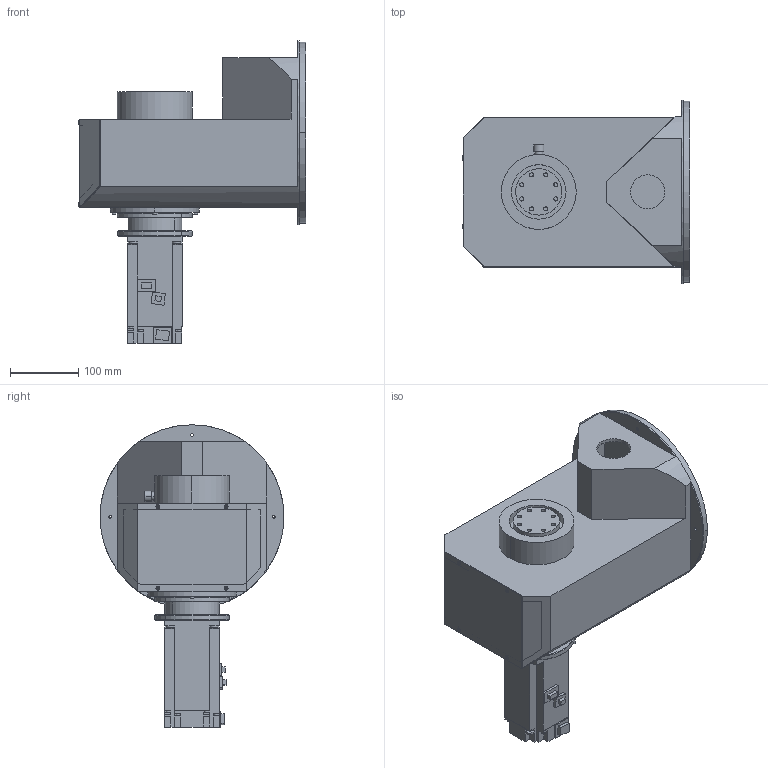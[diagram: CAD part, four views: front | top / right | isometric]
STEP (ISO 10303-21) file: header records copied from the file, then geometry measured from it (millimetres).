
FILE_DESCRIPTION (( 'STEP AP203' ), '1' );
FILE_NAME ('K1.STEP', '2024-07-05T02:34:30', ( '' ), ( '' ), 'SwSTEP 2.0', 'SolidWorks 2020', '' );
FILE_SCHEMA (( 'CONFIG_CONTROL_DESIGN' ));
Length unit declared in the file: millimetre
Products named in the file (13): [K1]Truc; socket head cap screw_am_B18.3.1M - 8 x 1.25 x 20 Hex SHCS -- 20NHX; [K1]HopGiamToc; K1; [K1]N?p_ﾐ?y.stp; socket button head cap screw_am_B18.3.4M - 3 x 0.5 x 3 SBHCS --N; socket head cap screw_am_B18.3.1M - 3 x 0.5 x 20 Hex SHCS -- 20NHX; pan cross head_am_B18.6.7M - M6 x 1.0 x 8 Type I Cross Recessed PHMS --8N; [K1]M?t_B獳h.stp; [K1]ﾐ?ng_co.stp; [K1]Th滱.oke; [K1]V犥g_C?n.stp; [K1]M?t_n?i.stp
Assembly tree (29 placements, depth 2):
  K1
    [K1]M?t_B獳h.stp
    [K1]N?p_ﾐ?y.stp
    [K1]V犥g_C?n.stp
    [K1]ﾐ?ng_co.stp
    [K1]M?t_n?i.stp
    [K1]Th滱.oke
    socket button head cap screw_am_B18.3.4M - 3 x 0.5 x 3 SBHCS --N  x4
    socket head cap screw_am_B18.3.1M - 3 x 0.5 x 20 Hex SHCS -- 20NHX  x4
    pan cross head_am_B18.6.7M - M6 x 1.0 x 8 Type I Cross Recessed PHMS --8N  x4
    socket head cap screw_am_B18.3.1M - 8 x 1.25 x 20 Hex SHCS -- 20NHX  x9
    [K1]Truc
    [K1]HopGiamToc
Bounding box: 334.65 x 270 x 444 mm (x, y, z)
Volume: 5182507.9 mm3; surface area: 904310.6 mm2
Topology: 29 solids, 29 shells, 958 faces, 2233 edges, 1367 vertices
Faces by surface type: plane 494, cylinder 296, cone 110, torus 42, sphere 16
Entity records: 17370 total; most frequent: DIRECTION 2865, CARTESIAN_POINT 2655, ORIENTED_EDGE 2502, EDGE_CURVE 1251, AXIS2_PLACEMENT_3D 1079, VERTEX_POINT 809, LINE 707, VECTOR 707
